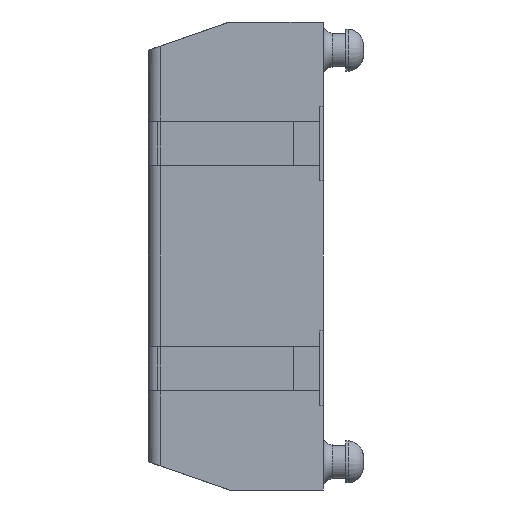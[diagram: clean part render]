
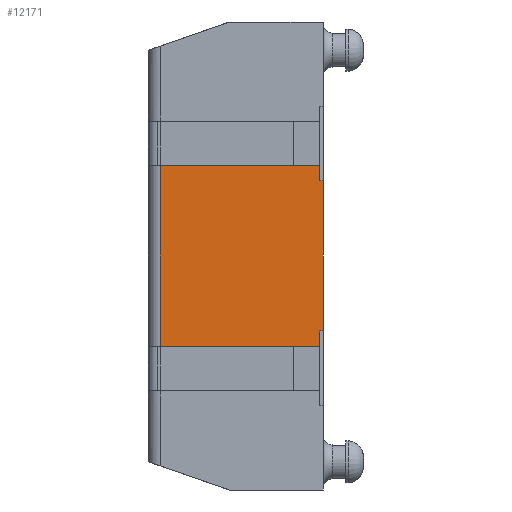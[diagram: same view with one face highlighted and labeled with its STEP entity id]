
A CAD part, left-side view. The second image highlights one B-rep face of the part: STEP entity #12171.
In plain terms, the highlighted planar face has unit normal (-1, 0, 0).
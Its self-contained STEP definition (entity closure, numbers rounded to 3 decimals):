
#1265 = VERTEX_POINT ( 'NONE', #33243 ) ;
#3803 = VERTEX_POINT ( 'NONE', #39846 ) ;
#4376 = VECTOR ( 'NONE', #41323, 1000. ) ;
#4748 = CARTESIAN_POINT ( 'NONE',  ( -38.53, 13.839, -12.23 ) ) ;
#6744 = DIRECTION ( 'NONE',  ( -1., 0., 0. ) ) ;
#8050 = EDGE_CURVE ( 'NONE', #3803, #8599, #21415, .T. ) ;
#8328 = VERTEX_POINT ( 'NONE', #4748 ) ;
#8599 = VERTEX_POINT ( 'NONE', #25151 ) ;
#9509 = ORIENTED_EDGE ( 'NONE', *, *, #8050, .T. ) ;
#9632 = ORIENTED_EDGE ( 'NONE', *, *, #27886, .T. ) ;
#9992 = ORIENTED_EDGE ( 'NONE', *, *, #13865, .F. ) ;
#10369 = VECTOR ( 'NONE', #30329, 1000. ) ;
#11741 = DIRECTION ( 'NONE',  ( 0., -1., 0. ) ) ;
#12171 = ADVANCED_FACE ( 'NONE', ( #38442 ), #19455, .T. ) ;
#12908 = DIRECTION ( 'NONE',  ( 0., 0., -1. ) ) ;
#13171 = AXIS2_PLACEMENT_3D ( 'NONE', #28868, #6744, #12908 ) ;
#13776 = VECTOR ( 'NONE', #17301, 1000. ) ;
#13865 = EDGE_CURVE ( 'NONE', #8328, #1265, #18496, .T. ) ;
#14235 = CARTESIAN_POINT ( 'NONE',  ( -38.53, 0., -39.78 ) ) ;
#14239 = ORIENTED_EDGE ( 'NONE', *, *, #19079, .F. ) ;
#15021 = VECTOR ( 'NONE', #11741, 1000. ) ;
#17301 = DIRECTION ( 'NONE',  ( 0., 0., 1. ) ) ;
#18496 = LINE ( 'NONE', #31466, #15021 ) ;
#18909 = CARTESIAN_POINT ( 'NONE',  ( -38.53, 14.859, -27.55 ) ) ;
#19079 = EDGE_CURVE ( 'NONE', #3803, #8328, #33836, .T. ) ;
#19455 = PLANE ( 'NONE',  #13171 ) ;
#21415 = LINE ( 'NONE', #18909, #4376 ) ;
#24161 = CARTESIAN_POINT ( 'NONE',  ( -38.53, 13.839, -39.78 ) ) ;
#25151 = CARTESIAN_POINT ( 'NONE',  ( -38.53, 0., -27.55 ) ) ;
#27886 = EDGE_CURVE ( 'NONE', #8599, #1265, #37373, .T. ) ;
#28868 = CARTESIAN_POINT ( 'NONE',  ( -38.53, 0., -39.78 ) ) ;
#30329 = DIRECTION ( 'NONE',  ( 0., 0., 1. ) ) ;
#31466 = CARTESIAN_POINT ( 'NONE',  ( -38.53, 14.859, -12.23 ) ) ;
#33243 = CARTESIAN_POINT ( 'NONE',  ( -38.53, 0., -12.23 ) ) ;
#33410 = EDGE_LOOP ( 'NONE', ( #9632, #9992, #14239, #9509 ) ) ;
#33836 = LINE ( 'NONE', #24161, #13776 ) ;
#37373 = LINE ( 'NONE', #14235, #10369 ) ;
#38442 = FACE_OUTER_BOUND ( 'NONE', #33410, .T. ) ;
#39846 = CARTESIAN_POINT ( 'NONE',  ( -38.53, 13.839, -27.55 ) ) ;
#41323 = DIRECTION ( 'NONE',  ( 0., -1., 0. ) ) ;
